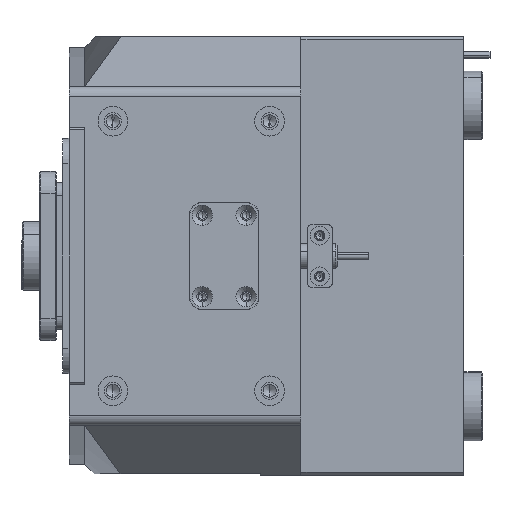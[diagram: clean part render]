
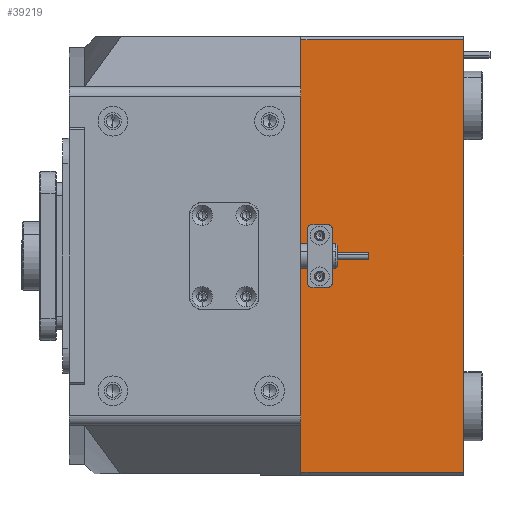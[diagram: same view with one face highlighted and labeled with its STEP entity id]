
A CAD part, left-side view. The second image highlights one B-rep face of the part: STEP entity #39219.
In plain terms, the highlighted planar face has unit normal (-1, 0, 0).
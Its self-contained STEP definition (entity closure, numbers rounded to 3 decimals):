
#509 = CARTESIAN_POINT ( 'NONE',  ( -107., -25.5, -6.5 ) ) ;
#1107 = EDGE_LOOP ( 'NONE', ( #19463, #24287 ) ) ;
#1278 = EDGE_CURVE ( 'NONE', #1323, #22796, #27124, .T. ) ;
#1323 = VERTEX_POINT ( 'NONE', #5595 ) ;
#1804 = DIRECTION ( 'NONE',  ( 0., 0., 1. ) ) ;
#1810 = DIRECTION ( 'NONE',  ( 0., 0., -1. ) ) ;
#2197 = VECTOR ( 'NONE', #3520, 1000. ) ;
#2474 = EDGE_CURVE ( 'NONE', #30832, #1323, #28892, .T. ) ;
#2487 = CARTESIAN_POINT ( 'NONE',  ( -107., -19.5, 70. ) ) ;
#3520 = DIRECTION ( 'NONE',  ( 0., 1., 0. ) ) ;
#4196 = ORIENTED_EDGE ( 'NONE', *, *, #2474, .T. ) ;
#4473 = DIRECTION ( 'NONE',  ( -1., 0., 0. ) ) ;
#5595 = CARTESIAN_POINT ( 'NONE',  ( -107., -19.5, -69. ) ) ;
#6128 = CARTESIAN_POINT ( 'NONE',  ( -107., -71.5, -69. ) ) ;
#8105 = CARTESIAN_POINT ( 'NONE',  ( -107., -71.5, 70. ) ) ;
#8285 = DIRECTION ( 'NONE',  ( 0., 0., 1. ) ) ;
#8429 = AXIS2_PLACEMENT_3D ( 'NONE', #41243, #14210, #1804 ) ;
#11111 = CARTESIAN_POINT ( 'NONE',  ( -107., -71.5, 69. ) ) ;
#12044 = ORIENTED_EDGE ( 'NONE', *, *, #32900, .T. ) ;
#13899 = DIRECTION ( 'NONE',  ( 1., 0., 0. ) ) ;
#14210 = DIRECTION ( 'NONE',  ( -1., 0., 0. ) ) ;
#15430 = VERTEX_POINT ( 'NONE', #36264 ) ;
#15859 = VERTEX_POINT ( 'NONE', #35518 ) ;
#16946 = ORIENTED_EDGE ( 'NONE', *, *, #47355, .F. ) ;
#18422 = EDGE_CURVE ( 'NONE', #15430, #22796, #19423, .T. ) ;
#19421 = CARTESIAN_POINT ( 'NONE',  ( -107., -25.5, -5.25 ) ) ;
#19423 = LINE ( 'NONE', #43222, #41682 ) ;
#19463 = ORIENTED_EDGE ( 'NONE', *, *, #46406, .F. ) ;
#19677 = CIRCLE ( 'NONE', #46353, 1.25 ) ;
#20442 = EDGE_LOOP ( 'NONE', ( #16946, #50632 ) ) ;
#21898 = EDGE_CURVE ( 'NONE', #15859, #39864, #42600, .T. ) ;
#22161 = CARTESIAN_POINT ( 'NONE',  ( -107., -71.5, -69. ) ) ;
#22432 = CARTESIAN_POINT ( 'NONE',  ( -107., -25.5, 7.75 ) ) ;
#22796 = VERTEX_POINT ( 'NONE', #6128 ) ;
#23559 = DIRECTION ( 'NONE',  ( 0., 0., 1. ) ) ;
#23741 = DIRECTION ( 'NONE',  ( 0., 1., 0. ) ) ;
#24287 = ORIENTED_EDGE ( 'NONE', *, *, #49738, .F. ) ;
#24919 = FACE_BOUND ( 'NONE', #1107, .T. ) ;
#26962 = AXIS2_PLACEMENT_3D ( 'NONE', #8105, #13899, #23741 ) ;
#27124 = LINE ( 'NONE', #22161, #43144 ) ;
#27183 = AXIS2_PLACEMENT_3D ( 'NONE', #509, #4473, #39541 ) ;
#27557 = VERTEX_POINT ( 'NONE', #19421 ) ;
#28892 = LINE ( 'NONE', #2487, #49825 ) ;
#30832 = VERTEX_POINT ( 'NONE', #51011 ) ;
#31522 = DIRECTION ( 'NONE',  ( -1., 0., 0. ) ) ;
#31702 = FACE_BOUND ( 'NONE', #20442, .T. ) ;
#32900 = EDGE_CURVE ( 'NONE', #15430, #30832, #41140, .T. ) ;
#33131 = EDGE_LOOP ( 'NONE', ( #4196, #34995, #40395, #12044 ) ) ;
#34371 = CIRCLE ( 'NONE', #8429, 1.25 ) ;
#34995 = ORIENTED_EDGE ( 'NONE', *, *, #1278, .T. ) ;
#35518 = CARTESIAN_POINT ( 'NONE',  ( -107., -25.5, 5.25 ) ) ;
#36264 = CARTESIAN_POINT ( 'NONE',  ( -107., -71.5, 69. ) ) ;
#37881 = CARTESIAN_POINT ( 'NONE',  ( -107., -25.5, -7.75 ) ) ;
#38075 = DIRECTION ( 'NONE',  ( 0., -1., 0. ) ) ;
#38317 = CIRCLE ( 'NONE', #27183, 1.25 ) ;
#38934 = VERTEX_POINT ( 'NONE', #37881 ) ;
#39146 = CARTESIAN_POINT ( 'NONE',  ( -107., -25.5, 6.5 ) ) ;
#39219 = ADVANCED_FACE ( 'NONE', ( #24919, #31702, #39753 ), #45456, .F. ) ;
#39541 = DIRECTION ( 'NONE',  ( 0., 0., 1. ) ) ;
#39753 = FACE_OUTER_BOUND ( 'NONE', #33131, .T. ) ;
#39864 = VERTEX_POINT ( 'NONE', #22432 ) ;
#40076 = DIRECTION ( 'NONE',  ( -1., 0., 0. ) ) ;
#40395 = ORIENTED_EDGE ( 'NONE', *, *, #18422, .F. ) ;
#41140 = LINE ( 'NONE', #11111, #2197 ) ;
#41243 = CARTESIAN_POINT ( 'NONE',  ( -107., -25.5, -6.5 ) ) ;
#41682 = VECTOR ( 'NONE', #47150, 1000. ) ;
#42215 = AXIS2_PLACEMENT_3D ( 'NONE', #44181, #40076, #8285 ) ;
#42600 = CIRCLE ( 'NONE', #42215, 1.25 ) ;
#43144 = VECTOR ( 'NONE', #38075, 1000. ) ;
#43222 = CARTESIAN_POINT ( 'NONE',  ( -107., -71.5, 70. ) ) ;
#44181 = CARTESIAN_POINT ( 'NONE',  ( -107., -25.5, 6.5 ) ) ;
#45456 = PLANE ( 'NONE',  #26962 ) ;
#46353 = AXIS2_PLACEMENT_3D ( 'NONE', #39146, #31522, #23559 ) ;
#46406 = EDGE_CURVE ( 'NONE', #27557, #38934, #38317, .T. ) ;
#47150 = DIRECTION ( 'NONE',  ( 0., 0., -1. ) ) ;
#47355 = EDGE_CURVE ( 'NONE', #39864, #15859, #19677, .T. ) ;
#49738 = EDGE_CURVE ( 'NONE', #38934, #27557, #34371, .T. ) ;
#49825 = VECTOR ( 'NONE', #1810, 1000. ) ;
#50632 = ORIENTED_EDGE ( 'NONE', *, *, #21898, .F. ) ;
#51011 = CARTESIAN_POINT ( 'NONE',  ( -107., -19.5, 69. ) ) ;
